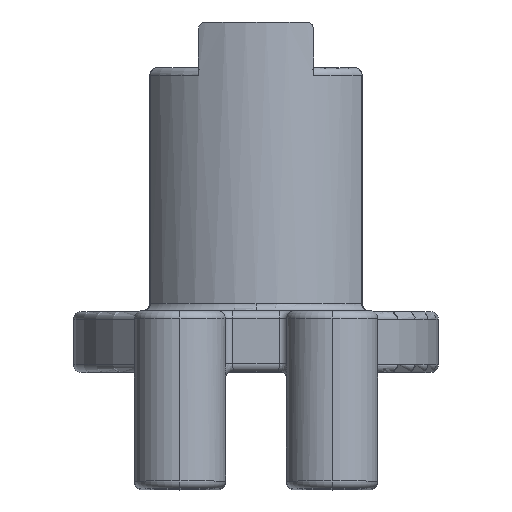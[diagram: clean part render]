
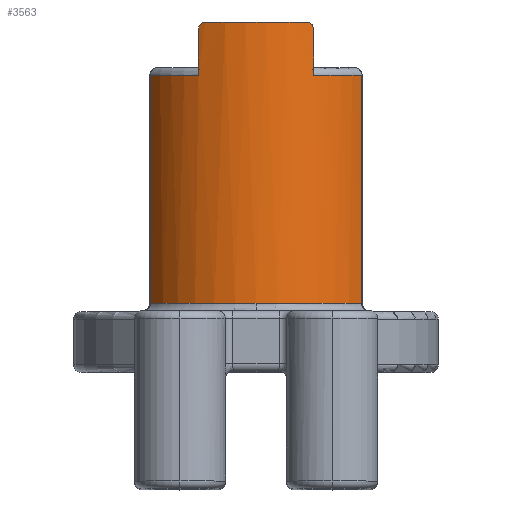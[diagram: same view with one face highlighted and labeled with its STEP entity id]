
A CAD part, top view. The second image highlights one B-rep face of the part: STEP entity #3563.
In plain terms, the highlighted cylindrical face has radius 8 mm (diameter 16 mm), a partial arc.
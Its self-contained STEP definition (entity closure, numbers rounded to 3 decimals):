
#196 = ORIENTED_EDGE ( 'NONE', *, *, #5545, .T. ) ;
#217 = CYLINDRICAL_SURFACE ( 'NONE', #3043, 8. ) ;
#276 = VERTEX_POINT ( 'NONE', #1339 ) ;
#337 = ORIENTED_EDGE ( 'NONE', *, *, #5575, .T. ) ;
#413 = DIRECTION ( 'NONE',  ( 0., 0., 1. ) ) ;
#451 = CARTESIAN_POINT ( 'NONE',  ( 52.455, 40.262, 40.955 ) ) ;
#653 = VECTOR ( 'NONE', #5401, 1000. ) ;
#746 = CARTESIAN_POINT ( 'NONE',  ( 42.2, 37.262, 37.668 ) ) ;
#754 = CARTESIAN_POINT ( 'NONE',  ( 56.066, 21.762, 37.668 ) ) ;
#775 = DIRECTION ( 'NONE',  ( 0., 1., 0. ) ) ;
#853 = CARTESIAN_POINT ( 'NONE',  ( 49.133, 36.762, 33.677 ) ) ;
#886 = CARTESIAN_POINT ( 'NONE',  ( 45.35, 40.262, 40.727 ) ) ;
#917 = VECTOR ( 'NONE', #4685, 1000. ) ;
#1028 = CARTESIAN_POINT ( 'NONE',  ( 52.455, 40.262, 40.955 ) ) ;
#1055 = CIRCLE ( 'NONE', #1878, 8. ) ;
#1192 = B_SPLINE_CURVE_WITH_KNOTS ( 'NONE', 3,
 ( #4226, #1947, #3139, #6700, #3666, #451 ),
 .UNSPECIFIED., .F., .F.,
 ( 4, 2, 4 ),
 ( 0., 0., 0.001 ),
 .UNSPECIFIED. ) ;
#1232 = LINE ( 'NONE', #746, #5450 ) ;
#1339 = CARTESIAN_POINT ( 'NONE',  ( 45.35, 39.762, 40.727 ) ) ;
#1380 = DIRECTION ( 'NONE',  ( 0., 0., 1. ) ) ;
#1401 = VERTEX_POINT ( 'NONE', #1028 ) ;
#1408 = VERTEX_POINT ( 'NONE', #754 ) ;
#1441 = ORIENTED_EDGE ( 'NONE', *, *, #5563, .T. ) ;
#1799 = DIRECTION ( 'NONE',  ( 0., 1., 0. ) ) ;
#1865 = AXIS2_PLACEMENT_3D ( 'NONE', #853, #4818, #1380 ) ;
#1876 = AXIS2_PLACEMENT_3D ( 'NONE', #1917, #5907, #2538 ) ;
#1878 = AXIS2_PLACEMENT_3D ( 'NONE', #3432, #3616, #413 ) ;
#1881 = AXIS2_PLACEMENT_3D ( 'NONE', #5242, #1799, #5791 ) ;
#1917 = CARTESIAN_POINT ( 'NONE',  ( 49.133, 21.762, 33.677 ) ) ;
#1933 = VERTEX_POINT ( 'NONE', #3832 ) ;
#1941 = VERTEX_POINT ( 'NONE', #3762 ) ;
#1947 = CARTESIAN_POINT ( 'NONE',  ( 52.915, 39.896, 40.727 ) ) ;
#2003 = FACE_OUTER_BOUND ( 'NONE', #2920, .T. ) ;
#2161 = VERTEX_POINT ( 'NONE', #3806 ) ;
#2364 = AXIS2_PLACEMENT_3D ( 'NONE', #4111, #775, #4703 ) ;
#2405 = DIRECTION ( 'NONE',  ( 0., -1., 0. ) ) ;
#2420 = LINE ( 'NONE', #6681, #3729 ) ;
#2538 = DIRECTION ( 'NONE',  ( 0., 0., 1. ) ) ;
#2549 = VERTEX_POINT ( 'NONE', #6136 ) ;
#2604 = CIRCLE ( 'NONE', #1865, 8. ) ;
#2728 = VERTEX_POINT ( 'NONE', #6337 ) ;
#2805 = CIRCLE ( 'NONE', #1881, 8. ) ;
#2833 = ORIENTED_EDGE ( 'NONE', *, *, #5565, .F. ) ;
#2839 = VERTEX_POINT ( 'NONE', #6323 ) ;
#2920 = EDGE_LOOP ( 'NONE', ( #5078, #4802, #4369, #196, #3174, #5874, #3412, #3753, #1441, #2833, #337 ) ) ;
#3004 = CARTESIAN_POINT ( 'NONE',  ( 45.401, 40.027, 40.754 ) ) ;
#3043 = AXIS2_PLACEMENT_3D ( 'NONE', #4489, #5024, #4443 ) ;
#3139 = CARTESIAN_POINT ( 'NONE',  ( 52.865, 40.027, 40.754 ) ) ;
#3174 = ORIENTED_EDGE ( 'NONE', *, *, #5551, .T. ) ;
#3412 = ORIENTED_EDGE ( 'NONE', *, *, #5181, .T. ) ;
#3432 = CARTESIAN_POINT ( 'NONE',  ( 49.133, 36.762, 33.677 ) ) ;
#3493 = VERTEX_POINT ( 'NONE', #5927 ) ;
#3518 = CARTESIAN_POINT ( 'NONE',  ( 45.35, 39.762, 40.727 ) ) ;
#3551 = LINE ( 'NONE', #886, #653 ) ;
#3563 = ADVANCED_FACE ( 'NONE', ( #2003 ), #217, .T. ) ;
#3616 = DIRECTION ( 'NONE',  ( 0., -1., 0. ) ) ;
#3666 = CARTESIAN_POINT ( 'NONE',  ( 52.577, 40.262, 40.899 ) ) ;
#3729 = VECTOR ( 'NONE', #4789, 1000. ) ;
#3753 = ORIENTED_EDGE ( 'NONE', *, *, #5554, .T. ) ;
#3762 = CARTESIAN_POINT ( 'NONE',  ( 45.35, 36.762, 40.727 ) ) ;
#3806 = CARTESIAN_POINT ( 'NONE',  ( 52.915, 39.762, 40.727 ) ) ;
#3832 = CARTESIAN_POINT ( 'NONE',  ( 42.2, 36.762, 37.668 ) ) ;
#3901 = LINE ( 'NONE', #4092, #917 ) ;
#4092 = CARTESIAN_POINT ( 'NONE',  ( 56.066, 37.262, 37.668 ) ) ;
#4111 = CARTESIAN_POINT ( 'NONE',  ( 49.133, 21.762, 33.677 ) ) ;
#4226 = CARTESIAN_POINT ( 'NONE',  ( 52.915, 39.762, 40.727 ) ) ;
#4369 = ORIENTED_EDGE ( 'NONE', *, *, #5431, .T. ) ;
#4443 = DIRECTION ( 'NONE',  ( 0., 0., -1. ) ) ;
#4489 = CARTESIAN_POINT ( 'NONE',  ( 49.133, 37.262, 33.677 ) ) ;
#4655 = CARTESIAN_POINT ( 'NONE',  ( 45.689, 40.262, 40.899 ) ) ;
#4672 = B_SPLINE_CURVE_WITH_KNOTS ( 'NONE', 3,
 ( #5166, #4655, #6209, #3004, #6598, #3518 ),
 .UNSPECIFIED., .F., .F.,
 ( 4, 2, 4 ),
 ( 0., 0., 0.001 ),
 .UNSPECIFIED. ) ;
#4685 = DIRECTION ( 'NONE',  ( 0., 1., 0. ) ) ;
#4703 = DIRECTION ( 'NONE',  ( 0., 0., 1. ) ) ;
#4789 = DIRECTION ( 'NONE',  ( 0., -1., 0. ) ) ;
#4802 = ORIENTED_EDGE ( 'NONE', *, *, #5544, .T. ) ;
#4818 = DIRECTION ( 'NONE',  ( 0., -1., 0. ) ) ;
#5024 = DIRECTION ( 'NONE',  ( 0., -1., 0. ) ) ;
#5078 = ORIENTED_EDGE ( 'NONE', *, *, #5543, .F. ) ;
#5166 = CARTESIAN_POINT ( 'NONE',  ( 45.81, 40.262, 40.955 ) ) ;
#5181 = EDGE_CURVE ( 'NONE', #2549, #1408, #5641, .T. ) ;
#5242 = CARTESIAN_POINT ( 'NONE',  ( 49.133, 40.262, 33.677 ) ) ;
#5401 = DIRECTION ( 'NONE',  ( 0., -1., 0. ) ) ;
#5431 = EDGE_CURVE ( 'NONE', #276, #1941, #3551, .T. ) ;
#5450 = VECTOR ( 'NONE', #2405, 1000. ) ;
#5543 = EDGE_CURVE ( 'NONE', #3493, #1401, #2805, .T. ) ;
#5544 = EDGE_CURVE ( 'NONE', #3493, #276, #4672, .T. ) ;
#5545 = EDGE_CURVE ( 'NONE', #1941, #1933, #1055, .T. ) ;
#5551 = EDGE_CURVE ( 'NONE', #1933, #2728, #1232, .T. ) ;
#5553 = EDGE_CURVE ( 'NONE', #2728, #2549, #6597, .T. ) ;
#5554 = EDGE_CURVE ( 'NONE', #1408, #6083, #3901, .T. ) ;
#5563 = EDGE_CURVE ( 'NONE', #6083, #2839, #2604, .T. ) ;
#5565 = EDGE_CURVE ( 'NONE', #2161, #2839, #2420, .T. ) ;
#5575 = EDGE_CURVE ( 'NONE', #2161, #1401, #1192, .T. ) ;
#5641 = CIRCLE ( 'NONE', #2364, 8. ) ;
#5791 = DIRECTION ( 'NONE',  ( 0., 0., 1. ) ) ;
#5874 = ORIENTED_EDGE ( 'NONE', *, *, #5553, .T. ) ;
#5907 = DIRECTION ( 'NONE',  ( 0., 1., 0. ) ) ;
#5927 = CARTESIAN_POINT ( 'NONE',  ( 45.81, 40.262, 40.955 ) ) ;
#5987 = CARTESIAN_POINT ( 'NONE',  ( 56.066, 36.762, 37.668 ) ) ;
#6083 = VERTEX_POINT ( 'NONE', #5987 ) ;
#6136 = CARTESIAN_POINT ( 'NONE',  ( 49.133, 21.762, 41.677 ) ) ;
#6209 = CARTESIAN_POINT ( 'NONE',  ( 45.571, 40.21, 40.841 ) ) ;
#6323 = CARTESIAN_POINT ( 'NONE',  ( 52.915, 36.762, 40.727 ) ) ;
#6337 = CARTESIAN_POINT ( 'NONE',  ( 42.2, 21.762, 37.668 ) ) ;
#6597 = CIRCLE ( 'NONE', #1876, 8. ) ;
#6598 = CARTESIAN_POINT ( 'NONE',  ( 45.35, 39.896, 40.727 ) ) ;
#6681 = CARTESIAN_POINT ( 'NONE',  ( 52.915, 40.262, 40.727 ) ) ;
#6700 = CARTESIAN_POINT ( 'NONE',  ( 52.695, 40.21, 40.841 ) ) ;
